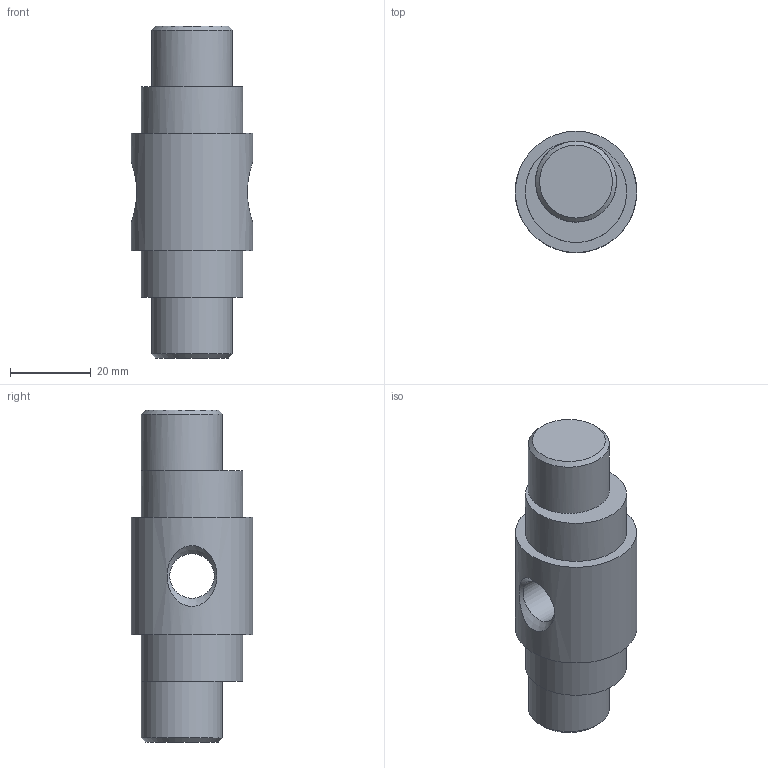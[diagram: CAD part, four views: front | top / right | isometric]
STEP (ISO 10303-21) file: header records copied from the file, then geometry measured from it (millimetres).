
FILE_DESCRIPTION(('STEP AP214'),'1');
FILE_NAME('Excentrique G.stp','2024-03-22T14:32:28',(' '),(' '),'Spatial InterOp 3D',' ',' ');
FILE_SCHEMA(('AUTOMOTIVE_DESIGN { 1 0 10303 214 1 1 1 1 }'));
Length unit declared in the file: millimetre
Products named in the file (1): Excentrique G
Bounding box: 30 x 30 x 82 mm (x, y, z)
Volume: 38272.2 mm3; surface area: 8505.4 mm2
Topology: 1 solids, 1 shells, 16 faces, 35 edges, 22 vertices
Faces by surface type: cylinder 6, plane 6, cone 4
Full cylindrical faces by diameter (mm): 11 x1, 20 x2, 25 x2, 30 x1
Entity records: 770 total; most frequent: CARTESIAN_POINT 207, DIRECTION 62, ORIENTED_EDGE 32, AXIS2_PLACEMENT_3D 31, EDGE_LOOP 30, PROPERTY_DEFINITION_REPRESENTATION 24, GENERAL_PROPERTY_ASSOCIATION 24, PROPERTY_DEFINITION 24
